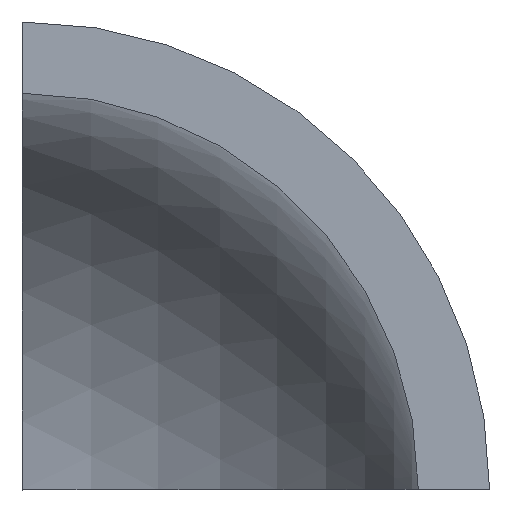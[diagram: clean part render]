
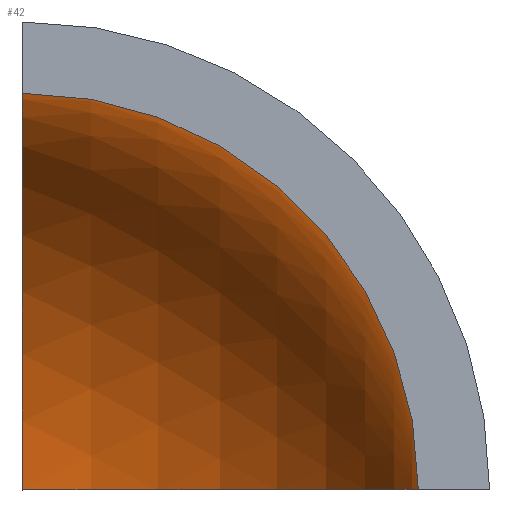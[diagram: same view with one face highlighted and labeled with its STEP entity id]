
A CAD part, top view. The second image highlights one B-rep face of the part: STEP entity #42.
In plain terms, the highlighted spherical face has radius 12.7 mm.
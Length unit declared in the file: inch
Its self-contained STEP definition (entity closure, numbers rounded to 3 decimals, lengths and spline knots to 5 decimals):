
#11 = VERTEX_POINT ( 'NONE', #76 ) ;
#34 = AXIS2_PLACEMENT_3D ( 'NONE', #207, #146, #97 ) ;
#41 = EDGE_LOOP ( 'NONE', ( #158, #206, #160 ) ) ;
#42 = ADVANCED_FACE ( 'NONE', ( #71 ), #124, .F. ) ;
#45 = CARTESIAN_POINT ( 'NONE',  ( 0., 0., -0.5 ) ) ;
#50 = CIRCLE ( 'NONE', #114, 0.5 ) ;
#71 = FACE_OUTER_BOUND ( 'NONE', #41, .T. ) ;
#73 = DIRECTION ( 'NONE',  ( -1., 0., 0. ) ) ;
#76 = CARTESIAN_POINT ( 'NONE',  ( 0.5, 0., 0. ) ) ;
#77 = EDGE_CURVE ( 'NONE', #148, #179, #140, .T. ) ;
#85 = AXIS2_PLACEMENT_3D ( 'NONE', #161, #176, #212 ) ;
#92 = EDGE_CURVE ( 'NONE', #148, #11, #50, .T. ) ;
#97 = DIRECTION ( 'NONE',  ( 0., 0., -1. ) ) ;
#114 = AXIS2_PLACEMENT_3D ( 'NONE', #144, #174, #177 ) ;
#124 = SPHERICAL_SURFACE ( 'NONE', #34, 0.5 ) ;
#125 = CIRCLE ( 'NONE', #85, 0.5 ) ;
#140 = CIRCLE ( 'NONE', #191, 0.5 ) ;
#144 = CARTESIAN_POINT ( 'NONE',  ( 0., 0., 0. ) ) ;
#146 = DIRECTION ( 'NONE',  ( 1., 0., 0. ) ) ;
#148 = VERTEX_POINT ( 'NONE', #154 ) ;
#151 = DIRECTION ( 'NONE',  ( 0., 0., -1. ) ) ;
#154 = CARTESIAN_POINT ( 'NONE',  ( 0., 0.5, 0. ) ) ;
#158 = ORIENTED_EDGE ( 'NONE', *, *, #199, .T. ) ;
#160 = ORIENTED_EDGE ( 'NONE', *, *, #77, .T. ) ;
#161 = CARTESIAN_POINT ( 'NONE',  ( 0., 0., 0. ) ) ;
#168 = CARTESIAN_POINT ( 'NONE',  ( 0., 0., 0. ) ) ;
#174 = DIRECTION ( 'NONE',  ( 0., 0., -1. ) ) ;
#176 = DIRECTION ( 'NONE',  ( 0., -1., 0. ) ) ;
#177 = DIRECTION ( 'NONE',  ( 1., 0., 0. ) ) ;
#179 = VERTEX_POINT ( 'NONE', #45 ) ;
#191 = AXIS2_PLACEMENT_3D ( 'NONE', #168, #73, #151 ) ;
#199 = EDGE_CURVE ( 'NONE', #179, #11, #125, .T. ) ;
#206 = ORIENTED_EDGE ( 'NONE', *, *, #92, .F. ) ;
#207 = CARTESIAN_POINT ( 'NONE',  ( 0., 0., 0. ) ) ;
#212 = DIRECTION ( 'NONE',  ( 1., 0., 0. ) ) ;
